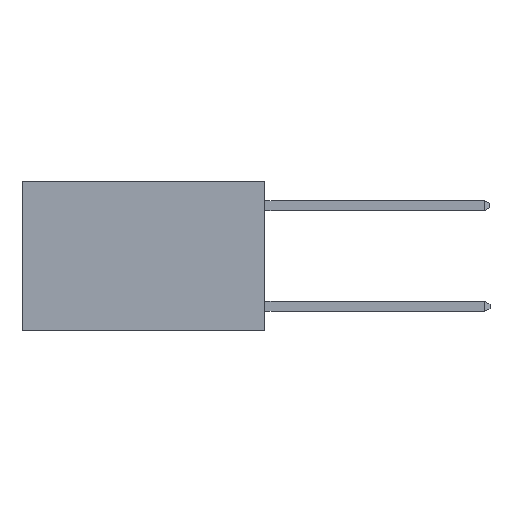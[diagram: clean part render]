
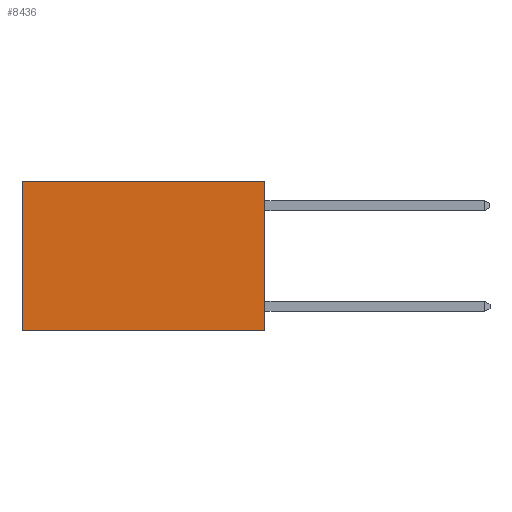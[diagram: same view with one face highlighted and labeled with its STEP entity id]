
A CAD part, left-side view. The second image highlights one B-rep face of the part: STEP entity #8436.
In plain terms, the highlighted planar face has unit normal (-1, 0, 0).
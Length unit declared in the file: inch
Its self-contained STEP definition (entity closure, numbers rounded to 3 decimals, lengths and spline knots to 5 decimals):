
#17 = FACE_OUTER_BOUND ( 'NONE', #2966, .T. ) ;
#131 = PLANE ( 'NONE',  #3658 ) ;
#938 = DIRECTION ( 'NONE',  ( 0., 0., -1. ) ) ;
#1550 = LINE ( 'NONE', #1706, #7684 ) ;
#1706 = CARTESIAN_POINT ( 'NONE',  ( 0.2625, 0.6, 0. ) ) ;
#1711 = CARTESIAN_POINT ( 'NONE',  ( 0.2625, 0., -0.37 ) ) ;
#1918 = LINE ( 'NONE', #7484, #5972 ) ;
#2473 = CARTESIAN_POINT ( 'NONE',  ( 0.2625, 0., 0. ) ) ;
#2755 = EDGE_CURVE ( 'NONE', #9946, #9277, #5531, .T. ) ;
#2966 = EDGE_LOOP ( 'NONE', ( #8135, #4282, #5836, #3551 ) ) ;
#3362 = VERTEX_POINT ( 'NONE', #2473 ) ;
#3428 = CARTESIAN_POINT ( 'NONE',  ( 0.2625, 0., 0. ) ) ;
#3551 = ORIENTED_EDGE ( 'NONE', *, *, #4676, .T. ) ;
#3658 = AXIS2_PLACEMENT_3D ( 'NONE', #7331, #5773, #938 ) ;
#3704 = CARTESIAN_POINT ( 'NONE',  ( 0.2625, 0., -0.37 ) ) ;
#4109 = VECTOR ( 'NONE', #9732, 39.37008 ) ;
#4117 = DIRECTION ( 'NONE',  ( 0., 1., 0. ) ) ;
#4282 = ORIENTED_EDGE ( 'NONE', *, *, #2755, .F. ) ;
#4304 = CARTESIAN_POINT ( 'NONE',  ( 0.2625, 0.6, 0. ) ) ;
#4464 = CARTESIAN_POINT ( 'NONE',  ( 0.2625, 0.6, -0.37 ) ) ;
#4676 = EDGE_CURVE ( 'NONE', #3362, #6693, #6266, .T. ) ;
#5270 = VECTOR ( 'NONE', #4117, 39.37008 ) ;
#5531 = LINE ( 'NONE', #1711, #5270 ) ;
#5773 = DIRECTION ( 'NONE',  ( 1., 0., 0. ) ) ;
#5836 = ORIENTED_EDGE ( 'NONE', *, *, #7347, .F. ) ;
#5883 = EDGE_CURVE ( 'NONE', #6693, #9277, #1550, .T. ) ;
#5972 = VECTOR ( 'NONE', #8272, 39.37008 ) ;
#6266 = LINE ( 'NONE', #3428, #4109 ) ;
#6539 = DIRECTION ( 'NONE',  ( 0., 0., -1. ) ) ;
#6693 = VERTEX_POINT ( 'NONE', #4304 ) ;
#7331 = CARTESIAN_POINT ( 'NONE',  ( 0.2625, 0., 0. ) ) ;
#7347 = EDGE_CURVE ( 'NONE', #3362, #9946, #1918, .T. ) ;
#7484 = CARTESIAN_POINT ( 'NONE',  ( 0.2625, 0., 0. ) ) ;
#7684 = VECTOR ( 'NONE', #6539, 39.37008 ) ;
#8135 = ORIENTED_EDGE ( 'NONE', *, *, #5883, .T. ) ;
#8272 = DIRECTION ( 'NONE',  ( 0., 0., -1. ) ) ;
#8436 = ADVANCED_FACE ( 'NONE', ( #17 ), #131, .F. ) ;
#9277 = VERTEX_POINT ( 'NONE', #4464 ) ;
#9732 = DIRECTION ( 'NONE',  ( 0., 1., 0. ) ) ;
#9946 = VERTEX_POINT ( 'NONE', #3704 ) ;
